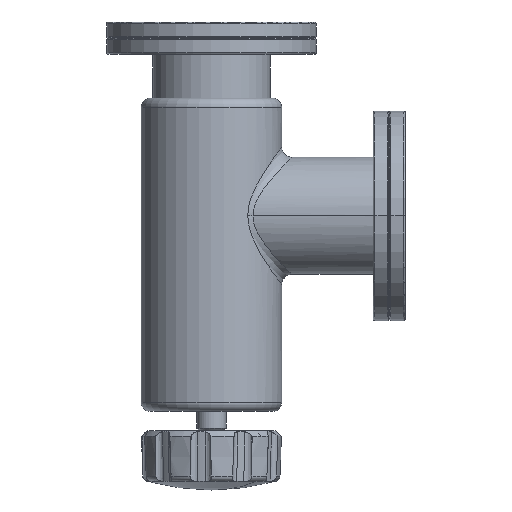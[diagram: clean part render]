
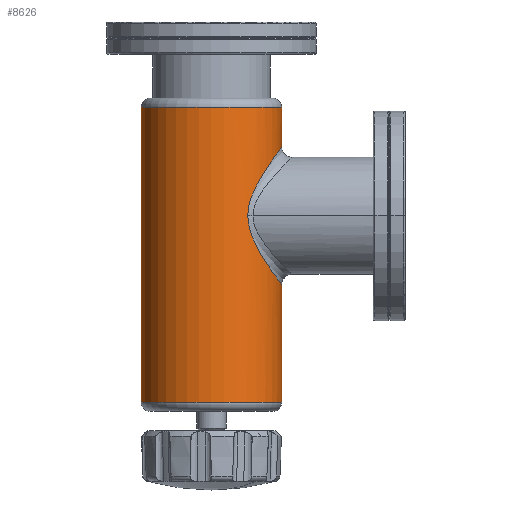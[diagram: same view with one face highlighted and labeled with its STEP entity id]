
A CAD part, front view. The second image highlights one B-rep face of the part: STEP entity #8626.
In plain terms, the highlighted cylindrical face has radius 38.05 mm (diameter 76.1 mm), a partial arc.
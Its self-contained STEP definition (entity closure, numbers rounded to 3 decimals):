
#15=CARTESIAN_POINT('',(0.,0.,4.55));
#16=DIRECTION('',(0.,0.,1.));
#17=DIRECTION('',(-1.,0.,0.));
#18=AXIS2_PLACEMENT_3D('',#15,#16,#17);
#20=DIRECTION('',(0.,0.,-1.));
#21=VECTOR('',#20,21.5);
#22=CARTESIAN_POINT('',(38.05,0.,4.55));
#23=LINE('',#22,#21);
#24=CARTESIAN_POINT('',(19.713,-32.546,-54.2));
#25=CARTESIAN_POINT('',(19.711,-32.546,-54.618));
#26=CARTESIAN_POINT('',(19.733,-32.533,-55.471));
#27=CARTESIAN_POINT('',(19.835,-32.472,-56.837));
#28=CARTESIAN_POINT('',(20.009,-32.365,-58.203));
#29=CARTESIAN_POINT('',(20.246,-32.217,-59.534));
#30=CARTESIAN_POINT('',(20.513,-32.047,-60.722));
#31=CARTESIAN_POINT('',(20.767,-31.884,-61.698));
#32=CARTESIAN_POINT('',(21.061,-31.69,-62.701));
#33=CARTESIAN_POINT('',(21.331,-31.509,-63.54));
#34=CARTESIAN_POINT('',(21.656,-31.287,-64.472));
#35=CARTESIAN_POINT('',(21.964,-31.071,-65.296));
#36=CARTESIAN_POINT('',(22.326,-30.813,-66.206));
#37=CARTESIAN_POINT('',(22.734,-30.513,-67.169));
#38=CARTESIAN_POINT('',(23.112,-30.228,-68.018));
#39=CARTESIAN_POINT('',(23.598,-29.851,-69.058));
#40=CARTESIAN_POINT('',(24.17,-29.392,-70.219));
#41=CARTESIAN_POINT('',(24.898,-28.779,-71.62));
#42=CARTESIAN_POINT('',(25.649,-28.112,-72.994));
#43=CARTESIAN_POINT('',(26.53,-27.285,-74.534));
#44=CARTESIAN_POINT('',(27.481,-26.33,-76.125));
#45=CARTESIAN_POINT('',(28.52,-25.205,-77.8));
#46=CARTESIAN_POINT('',(29.607,-23.919,-79.491));
#47=CARTESIAN_POINT('',(30.596,-22.642,-80.987));
#48=CARTESIAN_POINT('',(31.616,-21.196,-82.496));
#49=CARTESIAN_POINT('',(32.518,-19.779,-83.803));
#50=CARTESIAN_POINT('',(33.297,-18.439,-84.917));
#51=CARTESIAN_POINT('',(34.103,-16.902,-86.054));
#52=CARTESIAN_POINT('',(34.756,-15.511,-86.964));
#53=CARTESIAN_POINT('',(35.373,-14.052,-87.817));
#54=CARTESIAN_POINT('',(35.931,-12.552,-88.583));
#55=CARTESIAN_POINT('',(36.382,-11.177,-89.199));
#56=CARTESIAN_POINT('',(36.812,-9.669,-89.784));
#57=CARTESIAN_POINT('',(37.162,-8.216,-90.256));
#58=CARTESIAN_POINT('',(37.442,-6.824,-90.634));
#59=CARTESIAN_POINT('',(37.666,-5.452,-90.935));
#60=CARTESIAN_POINT('',(37.84,-4.075,-91.168));
#61=CARTESIAN_POINT('',(37.962,-2.708,-91.332));
#62=CARTESIAN_POINT('',(38.034,-1.353,-91.429));
#63=CARTESIAN_POINT('',(38.05,-0.45,-91.45));
#64=CARTESIAN_POINT('',(38.05,0.,-91.45));
#66=DIRECTION('',(0.,0.,-1.));
#67=VECTOR('',#66,159.75);
#68=CARTESIAN_POINT('',(-38.05,0.,4.55));
#69=LINE('',#68,#67);
#75=DIRECTION('',(0.,0.,1.));
#76=VECTOR('',#75,63.75);
#77=CARTESIAN_POINT('',(38.05,0.,-155.2));
#78=LINE('',#77,#76);
#114=CARTESIAN_POINT('',(0.,0.,-155.2));
#115=DIRECTION('',(0.,0.,1.));
#116=DIRECTION('',(-1.,0.,0.));
#117=AXIS2_PLACEMENT_3D('',#114,#115,#116);
#4118=CARTESIAN_POINT('',(38.05,0.,-91.45));
#4132=CARTESIAN_POINT('',(19.713,-32.546,
-54.2));
#4133=CARTESIAN_POINT('',(19.712,-32.546,
-53.771));
#4134=CARTESIAN_POINT('',(19.734,-32.533,
-52.902));
#4135=CARTESIAN_POINT('',(19.839,-32.469,
-51.522));
#4136=CARTESIAN_POINT('',(20.01,-32.364,
-50.193));
#4137=CARTESIAN_POINT('',(20.253,-32.213,
-48.826));
#4138=CARTESIAN_POINT('',(20.56,-32.018,
-47.475));
#4139=CARTESIAN_POINT('',(20.887,-31.806,
-46.273));
#4140=CARTESIAN_POINT('',(21.22,-31.584,
-45.194));
#4141=CARTESIAN_POINT('',(21.52,-31.38,
-44.307));
#4142=CARTESIAN_POINT('',(21.877,-31.133,
-43.328));
#4143=CARTESIAN_POINT('',(22.267,-30.856,
-42.335));
#4144=CARTESIAN_POINT('',(22.727,-30.518,
-41.246));
#4145=CARTESIAN_POINT('',(23.061,-30.267,
-40.496));
#4146=CARTESIAN_POINT('',(23.526,-29.907,
-39.494));
#4147=CARTESIAN_POINT('',(23.973,-29.55,
-38.578));
#4148=CARTESIAN_POINT('',(24.534,-29.087,
-37.473));
#4149=CARTESIAN_POINT('',(25.172,-28.539,
-36.276));
#4150=CARTESIAN_POINT('',(25.884,-27.896,
-34.991));
#4151=CARTESIAN_POINT('',(26.715,-27.103,
-33.552));
#4152=CARTESIAN_POINT('',(27.65,-26.153,
-31.998));
#4153=CARTESIAN_POINT('',(28.679,-25.023,
-30.349));
#4154=CARTESIAN_POINT('',(29.707,-23.794,
-28.756));
#4155=CARTESIAN_POINT('',(30.709,-22.489,
-27.244));
#4156=CARTESIAN_POINT('',(31.696,-21.072,
-25.788));
#4157=CARTESIAN_POINT('',(32.53,-19.759,
-24.579));
#4158=CARTESIAN_POINT('',(33.386,-18.281,
-23.358));
#4159=CARTESIAN_POINT('',(34.135,-16.833,
-22.302));
#4160=CARTESIAN_POINT('',(34.77,-15.481,
-21.416));
#4161=CARTESIAN_POINT('',(35.423,-13.927,
-20.514));
#4162=CARTESIAN_POINT('',(35.952,-12.486,
-19.787));
#4163=CARTESIAN_POINT('',(36.392,-11.145,
-19.187));
#4164=CARTESIAN_POINT('',(36.827,-9.611,
-18.596));
#4165=CARTESIAN_POINT('',(37.171,-8.173,
-18.131));
#4166=CARTESIAN_POINT('',(37.45,-6.781,
-17.756));
#4167=CARTESIAN_POINT('',(37.67,-5.422,
-17.459));
#4168=CARTESIAN_POINT('',(37.843,-4.047,
-17.228));
#4169=CARTESIAN_POINT('',(37.964,-2.677,
-17.065));
#4170=CARTESIAN_POINT('',(38.034,-1.337,
-16.971));
#4171=CARTESIAN_POINT('',(38.05,-0.444,-16.95));
#4172=CARTESIAN_POINT('',(38.05,0.,-16.95));
#4180=CARTESIAN_POINT('',(19.713,-32.546,
-54.2));
#4182=CARTESIAN_POINT('',(38.05,0.,-16.95));
#7274=VERTEX_POINT('',#4118);
#7275=VERTEX_POINT('',#4182);
#7278=VERTEX_POINT('',#4180);
#7313=CARTESIAN_POINT('',(-38.05,0.,4.55));
#7314=CARTESIAN_POINT('',(38.05,0.,4.55));
#7315=VERTEX_POINT('',#7313);
#7316=VERTEX_POINT('',#7314);
#7381=CARTESIAN_POINT('',(-38.05,0.,-155.2));
#7382=CARTESIAN_POINT('',(38.05,0.,-155.2));
#7383=VERTEX_POINT('',#7381);
#7384=VERTEX_POINT('',#7382);
#8605=CARTESIAN_POINT('',(0.,0.,3.014));
#8606=DIRECTION('',(0.,0.,-1.));
#8607=DIRECTION('',(1.,0.,0.));
#8608=AXIS2_PLACEMENT_3D('',#8605,#8606,#8607);
#8609=CYLINDRICAL_SURFACE('',#8608,38.05);
#8611=ORIENTED_EDGE('',*,*,#8610,.F.);
#8613=ORIENTED_EDGE('',*,*,#8612,.F.);
#8615=ORIENTED_EDGE('',*,*,#8614,.F.);
#8617=ORIENTED_EDGE('',*,*,#8616,.T.);
#8619=ORIENTED_EDGE('',*,*,#8618,.T.);
#8621=ORIENTED_EDGE('',*,*,#8620,.F.);
#8623=ORIENTED_EDGE('',*,*,#8622,.T.);
#8624=EDGE_LOOP('',(#8611,#8613,#8615,#8617,#8619,#8621,#8623));
#8625=FACE_OUTER_BOUND('',#8624,.F.);
#19=CIRCLE('',#18,38.05);
#65=B_SPLINE_CURVE_WITH_KNOTS('',3,(#24,#25,#26,#27,#28,#29,#30,#31,#32,#33,#34,
#35,#36,#37,#38,#39,#40,#41,#42,#43,#44,#45,#46,#47,#48,#49,#50,#51,#52,#53,#54,
#55,#56,#57,#58,#59,#60,#61,#62,#63,#64),.UNSPECIFIED.,.F.,.F.,(4,1,1,1,1,1,1,1,
1,1,1,1,1,1,1,1,1,1,1,1,1,1,1,1,1,1,1,1,1,1,1,1,1,1,1,1,1,1,4),(0.,
0.026,0.053,0.079,0.105,
0.132,0.158,0.184,0.211,
0.237,0.263,0.289,0.316,
0.342,0.368,0.395,0.421,
0.447,0.474,0.5,0.526,0.553,
0.579,0.605,0.632,0.658,
0.684,0.711,0.737,0.763,
0.789,0.816,0.842,0.868,
0.895,0.921,0.947,0.974,1.),
.UNSPECIFIED.);
#118=CIRCLE('',#117,38.05);
#4173=B_SPLINE_CURVE_WITH_KNOTS('',3,(#4132,#4133,#4134,#4135,#4136,#4137,#4138,
#4139,#4140,#4141,#4142,#4143,#4144,#4145,#4146,#4147,#4148,#4149,#4150,#4151,
#4152,#4153,#4154,#4155,#4156,#4157,#4158,#4159,#4160,#4161,#4162,#4163,#4164,
#4165,#4166,#4167,#4168,#4169,#4170,#4171,#4172),.UNSPECIFIED.,.F.,.F.,(4,1,1,1,
1,1,1,1,1,1,1,1,1,1,1,1,1,1,1,1,1,1,1,1,1,1,1,1,1,1,1,1,1,1,1,1,1,1,4),(0.,
0.026,0.053,0.079,0.105,
0.132,0.158,0.184,0.211,
0.237,0.263,0.289,0.316,
0.342,0.368,0.395,0.421,
0.447,0.474,0.5,0.526,0.553,
0.579,0.605,0.632,0.658,
0.684,0.711,0.737,0.763,
0.789,0.816,0.842,0.868,
0.895,0.921,0.947,0.974,1.),
.UNSPECIFIED.);
#8610=EDGE_CURVE('',#7384,#7274,#78,.T.);
#8612=EDGE_CURVE('',#7383,#7384,#118,.T.);
#8614=EDGE_CURVE('',#7315,#7383,#69,.T.);
#8616=EDGE_CURVE('',#7315,#7316,#19,.T.);
#8618=EDGE_CURVE('',#7316,#7275,#23,.T.);
#8620=EDGE_CURVE('',#7278,#7275,#4173,.T.);
#8622=EDGE_CURVE('',#7278,#7274,#65,.T.);
#8626=ADVANCED_FACE('',(#8625),#8609,.T.);
